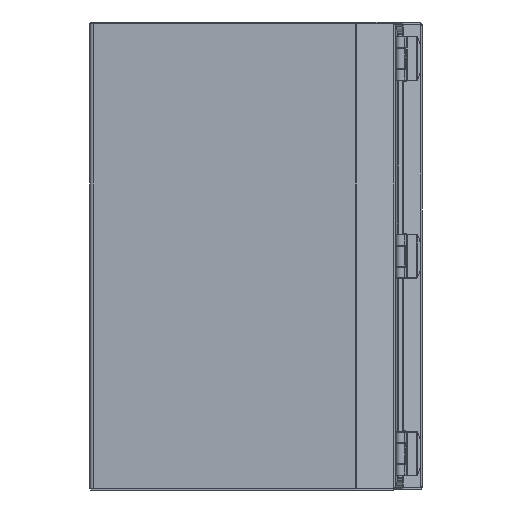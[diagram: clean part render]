
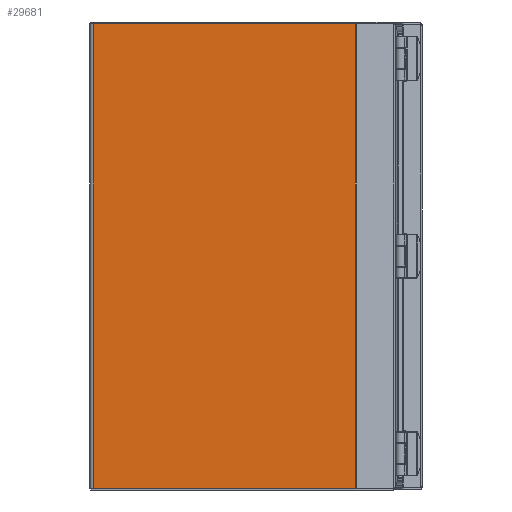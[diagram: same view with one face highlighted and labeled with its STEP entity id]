
A CAD part, left-side view. The second image highlights one B-rep face of the part: STEP entity #29681.
In plain terms, the highlighted planar face has unit normal (-1, 0, 0).
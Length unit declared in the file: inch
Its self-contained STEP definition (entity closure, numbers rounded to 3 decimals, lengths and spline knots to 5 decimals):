
#767 = LINE ( 'NONE', #62906, #10213 ) ;
#1981 = EDGE_LOOP ( 'NONE', ( #54056, #64213, #13991, #73223 ) ) ;
#6412 = EDGE_CURVE ( 'NONE', #26446, #63382, #68745, .T. ) ;
#6457 = DIRECTION ( 'NONE',  ( 0., -1., 0. ) ) ;
#7699 = LINE ( 'NONE', #41777, #60225 ) ;
#8240 = CARTESIAN_POINT ( 'NONE',  ( -7.18505, 2., -8. ) ) ;
#9540 = CARTESIAN_POINT ( 'NONE',  ( -7.18505, -7.0781, -7.94 ) ) ;
#10213 = VECTOR ( 'NONE', #11768, 39.37008 ) ;
#11768 = DIRECTION ( 'NONE',  ( 0., 0., 1. ) ) ;
#12875 = VECTOR ( 'NONE', #31674, 39.37008 ) ;
#13638 = VERTEX_POINT ( 'NONE', #32023 ) ;
#13991 = ORIENTED_EDGE ( 'NONE', *, *, #68222, .F. ) ;
#14292 = PLANE ( 'NONE',  #60988 ) ;
#18572 = EDGE_CURVE ( 'NONE', #26446, #13638, #32017, .T. ) ;
#19075 = VECTOR ( 'NONE', #38407, 39.37008 ) ;
#26446 = VERTEX_POINT ( 'NONE', #69347 ) ;
#26685 = CARTESIAN_POINT ( 'NONE',  ( -7.18505, 1.88, -7.94 ) ) ;
#29681 = ADVANCED_FACE ( 'NONE', ( #59108 ), #14292, .T. ) ;
#30525 = CARTESIAN_POINT ( 'NONE',  ( -7.18505, -7.0781, 7.94 ) ) ;
#31674 = DIRECTION ( 'NONE',  ( 0., 0., 1. ) ) ;
#32017 = LINE ( 'NONE', #71099, #12875 ) ;
#32023 = CARTESIAN_POINT ( 'NONE',  ( -7.18505, 1.88, 7.94 ) ) ;
#38407 = DIRECTION ( 'NONE',  ( 0., -1., 0. ) ) ;
#39657 = VERTEX_POINT ( 'NONE', #30525 ) ;
#41777 = CARTESIAN_POINT ( 'NONE',  ( -7.18505, 1.88, 7.94 ) ) ;
#48654 = EDGE_CURVE ( 'NONE', #63382, #39657, #767, .T. ) ;
#49136 = DIRECTION ( 'NONE',  ( -1., 0., 0. ) ) ;
#54056 = ORIENTED_EDGE ( 'NONE', *, *, #6412, .T. ) ;
#59108 = FACE_OUTER_BOUND ( 'NONE', #1981, .T. ) ;
#60225 = VECTOR ( 'NONE', #70971, 39.37008 ) ;
#60988 = AXIS2_PLACEMENT_3D ( 'NONE', #8240, #49136, #6457 ) ;
#62906 = CARTESIAN_POINT ( 'NONE',  ( -7.18505, -7.0781, -7.94 ) ) ;
#63382 = VERTEX_POINT ( 'NONE', #9540 ) ;
#64213 = ORIENTED_EDGE ( 'NONE', *, *, #48654, .T. ) ;
#68222 = EDGE_CURVE ( 'NONE', #13638, #39657, #7699, .T. ) ;
#68745 = LINE ( 'NONE', #26685, #19075 ) ;
#69347 = CARTESIAN_POINT ( 'NONE',  ( -7.18505, 1.88, -7.94 ) ) ;
#70971 = DIRECTION ( 'NONE',  ( 0., -1., 0. ) ) ;
#71099 = CARTESIAN_POINT ( 'NONE',  ( -7.18505, 1.88, -7.94 ) ) ;
#73223 = ORIENTED_EDGE ( 'NONE', *, *, #18572, .F. ) ;
